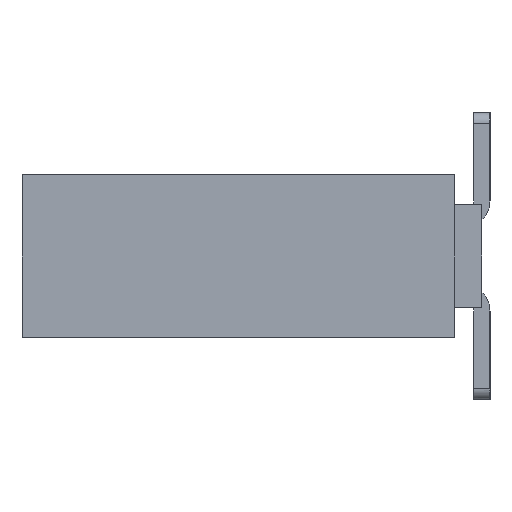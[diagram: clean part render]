
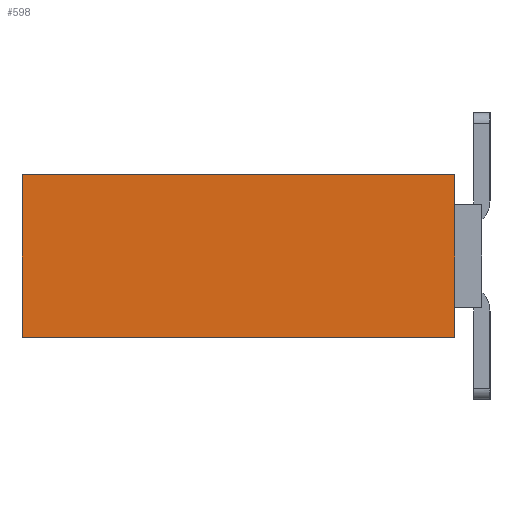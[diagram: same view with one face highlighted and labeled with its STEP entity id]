
A CAD part, left-side view. The second image highlights one B-rep face of the part: STEP entity #598.
In plain terms, the highlighted planar face has unit normal (-1, 0, 0).
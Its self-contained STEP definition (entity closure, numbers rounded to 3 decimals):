
#276=CARTESIAN_POINT('',(25.4,0.5,-3.));
#277=VERTEX_POINT('',#276);
#278=CARTESIAN_POINT('',(25.4,8.5,-3.));
#279=VERTEX_POINT('',#278);
#280=CARTESIAN_POINT('',(25.4,0.5,-3.));
#281=CARTESIAN_POINT('',(25.4,2.1,-3.));
#282=CARTESIAN_POINT('',(25.4,3.7,-3.));
#283=CARTESIAN_POINT('',(25.4,5.3,-3.));
#284=CARTESIAN_POINT('',(25.4,6.9,-3.));
#285=CARTESIAN_POINT('',(25.4,8.5,-3.));
#286=B_SPLINE_CURVE_WITH_KNOTS('',5,(#280,#281,#282,#283,#284,#285),.UNSPECIFIED.,.F.,.U.,(6,6),(0.,8.),.UNSPECIFIED.);
#287=EDGE_CURVE('',#277,#279,#286,.T.);
#524=CARTESIAN_POINT('',(25.4,8.5,0.));
#525=VERTEX_POINT('',#524);
#526=CARTESIAN_POINT('',(25.4,0.5,0.));
#527=VERTEX_POINT('',#526);
#528=CARTESIAN_POINT('',(25.4,8.5,0.));
#529=CARTESIAN_POINT('',(25.4,6.9,0.));
#530=CARTESIAN_POINT('',(25.4,5.3,0.));
#531=CARTESIAN_POINT('',(25.4,3.7,0.));
#532=CARTESIAN_POINT('',(25.4,2.1,0.));
#533=CARTESIAN_POINT('',(25.4,0.5,0.));
#534=B_SPLINE_CURVE_WITH_KNOTS('',5,(#528,#529,#530,#531,#532,#533),.UNSPECIFIED.,.F.,.U.,(6,6),(0.,8.),.UNSPECIFIED.);
#535=EDGE_CURVE('',#525,#527,#534,.T.);
#571=CARTESIAN_POINT('',(25.4,4.5,-1.5));
#572=DIRECTION('',(0.,0.,1.));
#573=DIRECTION('',(-1.,0.,0.));
#574=AXIS2_PLACEMENT_3D('',#571,#573,#572);
#575=PLANE('',#574);
#576=ORIENTED_EDGE('',*,*,#535,.F.);
#577=CARTESIAN_POINT('',(25.4,8.5,0.));
#578=CARTESIAN_POINT('',(25.4,8.5,-0.6));
#579=CARTESIAN_POINT('',(25.4,8.5,-1.2));
#580=CARTESIAN_POINT('',(25.4,8.5,-1.8));
#581=CARTESIAN_POINT('',(25.4,8.5,-2.4));
#582=CARTESIAN_POINT('',(25.4,8.5,-3.));
#583=B_SPLINE_CURVE_WITH_KNOTS('',5,(#577,#578,#579,#580,#581,#582),.UNSPECIFIED.,.F.,.U.,(6,6),(0.,3.),.UNSPECIFIED.);
#584=EDGE_CURVE('',#525,#279,#583,.T.);
#585=ORIENTED_EDGE('',*,*,#584,.T.);
#586=ORIENTED_EDGE('',*,*,#287,.F.);
#587=CARTESIAN_POINT('',(25.4,0.5,0.));
#588=CARTESIAN_POINT('',(25.4,0.5,-0.6));
#589=CARTESIAN_POINT('',(25.4,0.5,-1.2));
#590=CARTESIAN_POINT('',(25.4,0.5,-1.8));
#591=CARTESIAN_POINT('',(25.4,0.5,-2.4));
#592=CARTESIAN_POINT('',(25.4,0.5,-3.));
#593=B_SPLINE_CURVE_WITH_KNOTS('',5,(#587,#588,#589,#590,#591,#592),.UNSPECIFIED.,.F.,.U.,(6,6),(0.,3.),.UNSPECIFIED.);
#594=EDGE_CURVE('',#527,#277,#593,.T.);
#595=ORIENTED_EDGE('',*,*,#594,.F.);
#596=EDGE_LOOP('',(#576,#585,#586,#595));
#597=FACE_OUTER_BOUND('',#596,.T.);
#598=ADVANCED_FACE('',(#597),#575,.T.);
